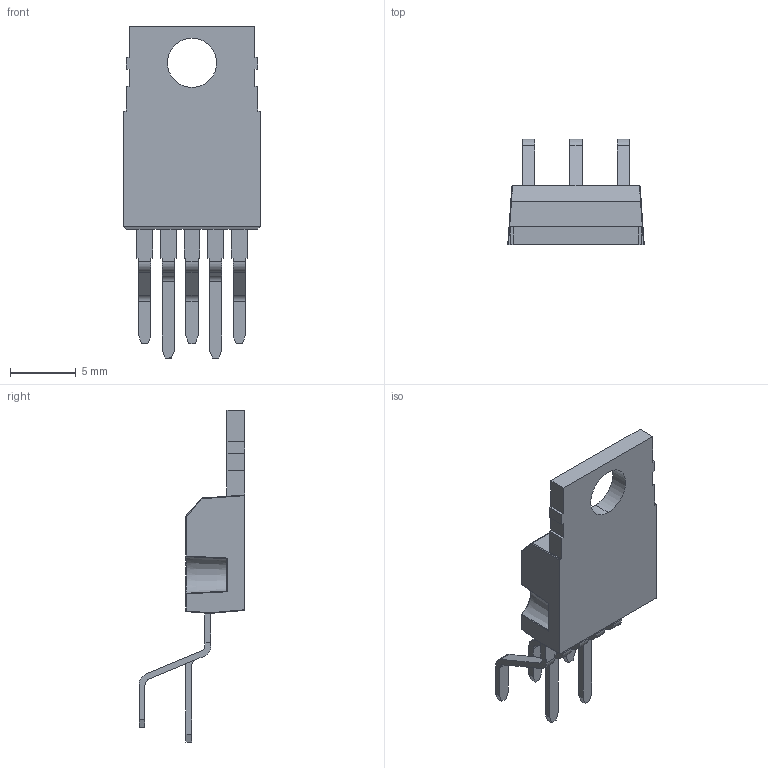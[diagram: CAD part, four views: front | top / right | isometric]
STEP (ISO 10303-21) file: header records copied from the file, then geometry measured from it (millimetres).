
FILE_DESCRIPTION (( 'STEP AP214' ), '1' );
FILE_NAME ('4FD67D9F-8472-4FDC-9CFF-24268336311E.STEP', '2009-03-07T17:46:34', ( 'SysAdmin' ), ( 'SolidWorks' ), 'SwSTEP 2.0', 'SolidWorks 2009', '' );
FILE_SCHEMA (( 'AUTOMOTIVE_DESIGN' ));
Length unit declared in the file: millimetre
Products named in the file (1): 4FD67D9F-8472-4FDC-9CFF-24268336311E
Bounding box: 10.4 x 8.07 x 25.3 mm (x, y, z)
Volume: 475.1 mm3; surface area: 642.4 mm2
Topology: 1 solids, 1 shells, 168 faces, 463 edges, 290 vertices
Faces by surface type: plane 102, cylinder 43, sphere 13, cone 4, bspline 4, torus 2
Entity records: 6143 total; most frequent: CARTESIAN_POINT 1102, ORIENTED_EDGE 910, DIRECTION 864, EDGE_CURVE 455, VECTOR 336, LINE 336, VERTEX_POINT 290, AXIS2_PLACEMENT_3D 264
